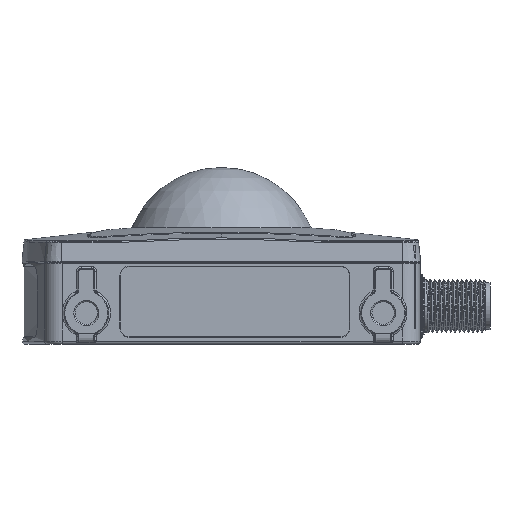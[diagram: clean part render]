
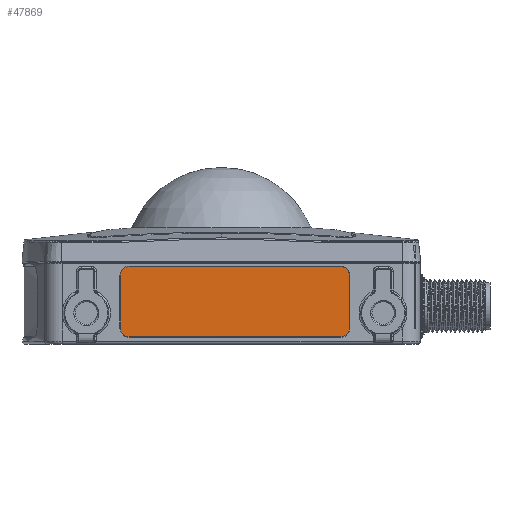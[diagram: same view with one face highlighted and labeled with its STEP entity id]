
A CAD part, left-side view. The second image highlights one B-rep face of the part: STEP entity #47869.
In plain terms, the highlighted planar face has unit normal (-1, 0, 0).
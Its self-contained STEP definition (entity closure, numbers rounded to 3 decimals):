
#23177=DIRECTION('',(0.,0.,1.));
#23178=VECTOR('',#23177,11.7);
#23179=CARTESIAN_POINT('',(-41.1,22.45,-17.85));
#23180=LINE('',#23179,#23178);
#23181=CARTESIAN_POINT('',(-41.1,20.5,-6.15));
#23182=DIRECTION('',(1.,0.,0.));
#23183=DIRECTION('',(0.,1.,0.));
#23184=AXIS2_PLACEMENT_3D('',#23181,#23182,#23183);
#23186=DIRECTION('',(0.,-1.,0.));
#23187=VECTOR('',#23186,47.);
#23188=CARTESIAN_POINT('',(-41.1,20.5,-4.2));
#23189=LINE('',#23188,#23187);
#23190=CARTESIAN_POINT('',(-41.1,-26.5,-6.15));
#23191=DIRECTION('',(1.,0.,0.));
#23192=DIRECTION('',(0.,0.,1.));
#23193=AXIS2_PLACEMENT_3D('',#23190,#23191,#23192);
#23195=DIRECTION('',(0.,0.,-1.));
#23196=VECTOR('',#23195,11.7);
#23197=CARTESIAN_POINT('',(-41.1,-28.45,-6.15));
#23198=LINE('',#23197,#23196);
#23199=CARTESIAN_POINT('',(-41.1,-26.5,-17.85));
#23200=DIRECTION('',(1.,0.,0.));
#23201=DIRECTION('',(0.,-1.,0.));
#23202=AXIS2_PLACEMENT_3D('',#23199,#23200,#23201);
#23204=DIRECTION('',(0.,1.,0.));
#23205=VECTOR('',#23204,47.);
#23206=CARTESIAN_POINT('',(-41.1,-26.5,-19.8));
#23207=LINE('',#23206,#23205);
#23208=CARTESIAN_POINT('',(-41.1,20.5,-17.85));
#23209=DIRECTION('',(1.,0.,0.));
#23210=DIRECTION('',(0.,0.,-1.));
#23211=AXIS2_PLACEMENT_3D('',#23208,#23209,#23210);
#23970=CARTESIAN_POINT('',(-41.1,22.45,-17.85));
#23971=CARTESIAN_POINT('',(-41.1,22.45,-6.15));
#23972=VERTEX_POINT('',#23970);
#23973=VERTEX_POINT('',#23971);
#23978=CARTESIAN_POINT('',(-41.1,20.5,-4.2));
#23979=VERTEX_POINT('',#23978);
#23982=CARTESIAN_POINT('',(-41.1,-26.5,-4.2));
#23983=VERTEX_POINT('',#23982);
#23986=CARTESIAN_POINT('',(-41.1,-28.45,-6.15));
#23987=VERTEX_POINT('',#23986);
#23990=CARTESIAN_POINT('',(-41.1,-28.45,-17.85));
#23991=VERTEX_POINT('',#23990);
#23994=CARTESIAN_POINT('',(-41.1,-26.5,-19.8));
#23995=VERTEX_POINT('',#23994);
#23998=CARTESIAN_POINT('',(-41.1,20.5,-19.8));
#23999=VERTEX_POINT('',#23998);
#47847=CARTESIAN_POINT('',(-41.1,0.,-21.5));
#47848=DIRECTION('',(1.,0.,0.));
#47849=DIRECTION('',(0.,1.,0.));
#47850=AXIS2_PLACEMENT_3D('',#47847,#47848,#47849);
#47851=PLANE('',#47850);
#47853=ORIENTED_EDGE('',*,*,#47852,.T.);
#47855=ORIENTED_EDGE('',*,*,#47854,.T.);
#47857=ORIENTED_EDGE('',*,*,#47856,.T.);
#47859=ORIENTED_EDGE('',*,*,#47858,.T.);
#47861=ORIENTED_EDGE('',*,*,#47860,.T.);
#47862=ORIENTED_EDGE('',*,*,#47837,.T.);
#47864=ORIENTED_EDGE('',*,*,#47863,.T.);
#47866=ORIENTED_EDGE('',*,*,#47865,.T.);
#47867=EDGE_LOOP('',(#47853,#47855,#47857,#47859,#47861,#47862,#47864,#47866));
#47868=FACE_OUTER_BOUND('',#47867,.F.);
#47869=ADVANCED_FACE('',(#47868),#47851,.F.);
#23185=CIRCLE('',#23184,1.95);
#23194=CIRCLE('',#23193,1.95);
#23203=CIRCLE('',#23202,1.95);
#23212=CIRCLE('',#23211,1.95);
#47837=EDGE_CURVE('',#23991,#23995,#23203,.T.);
#47852=EDGE_CURVE('',#23972,#23973,#23180,.T.);
#47854=EDGE_CURVE('',#23973,#23979,#23185,.T.);
#47856=EDGE_CURVE('',#23979,#23983,#23189,.T.);
#47858=EDGE_CURVE('',#23983,#23987,#23194,.T.);
#47860=EDGE_CURVE('',#23987,#23991,#23198,.T.);
#47863=EDGE_CURVE('',#23995,#23999,#23207,.T.);
#47865=EDGE_CURVE('',#23999,#23972,#23212,.T.);
